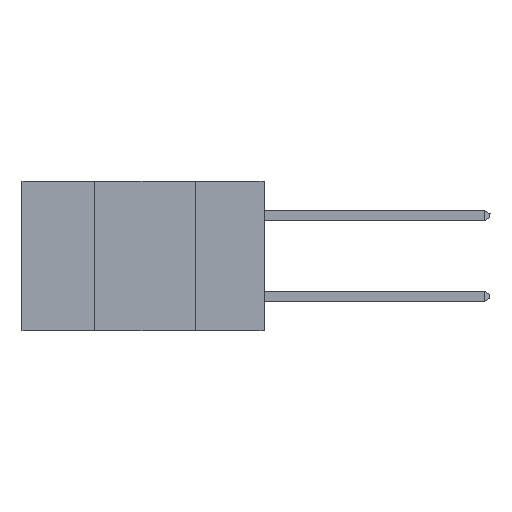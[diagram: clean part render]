
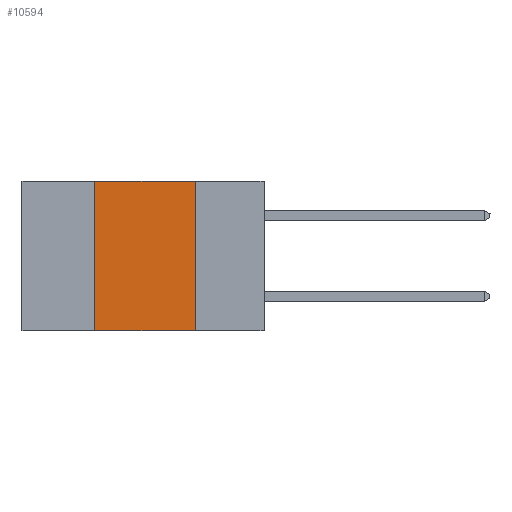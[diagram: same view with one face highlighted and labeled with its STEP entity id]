
A CAD part, left-side view. The second image highlights one B-rep face of the part: STEP entity #10594.
In plain terms, the highlighted planar face has unit normal (-1, 0, 0).
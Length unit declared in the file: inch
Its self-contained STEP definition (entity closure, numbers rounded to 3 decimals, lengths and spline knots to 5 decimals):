
#56 = EDGE_CURVE ( 'NONE', #4609, #24049, #6466, .T. ) ;
#507 = LINE ( 'NONE', #22705, #1133 ) ;
#541 = VERTEX_POINT ( 'NONE', #11782 ) ;
#1021 = DIRECTION ( 'NONE',  ( 0., -1., 0. ) ) ;
#1133 = VECTOR ( 'NONE', #1021, 39.37008 ) ;
#2189 = PLANE ( 'NONE',  #9903 ) ;
#2402 = ORIENTED_EDGE ( 'NONE', *, *, #5132, .F. ) ;
#3170 = CARTESIAN_POINT ( 'NONE',  ( 0., 0.17, -0.37 ) ) ;
#4509 = CARTESIAN_POINT ( 'NONE',  ( 0., 0.17, 0. ) ) ;
#4609 = VERTEX_POINT ( 'NONE', #4509 ) ;
#4914 = ORIENTED_EDGE ( 'NONE', *, *, #14423, .F. ) ;
#5115 = DIRECTION ( 'NONE',  ( 0., -1., 0. ) ) ;
#5132 = EDGE_CURVE ( 'NONE', #6196, #541, #17965, .T. ) ;
#6196 = VERTEX_POINT ( 'NONE', #25287 ) ;
#6466 = LINE ( 'NONE', #17179, #22801 ) ;
#8105 = VECTOR ( 'NONE', #5115, 39.37008 ) ;
#9903 = AXIS2_PLACEMENT_3D ( 'NONE', #16095, #12932, #21535 ) ;
#10594 = ADVANCED_FACE ( 'NONE', ( #10659 ), #2189, .F. ) ;
#10659 = FACE_OUTER_BOUND ( 'NONE', #18684, .T. ) ;
#11012 = CARTESIAN_POINT ( 'NONE',  ( 0., 0.42, 0. ) ) ;
#11782 = CARTESIAN_POINT ( 'NONE',  ( 0., 0.42, 0. ) ) ;
#12932 = DIRECTION ( 'NONE',  ( 1., 0., 0. ) ) ;
#13010 = DIRECTION ( 'NONE',  ( 0., 0., 1. ) ) ;
#13310 = VECTOR ( 'NONE', #13010, 39.37008 ) ;
#14423 = EDGE_CURVE ( 'NONE', #541, #4609, #507, .T. ) ;
#15848 = EDGE_CURVE ( 'NONE', #6196, #24049, #16099, .T. ) ;
#16095 = CARTESIAN_POINT ( 'NONE',  ( 0., 0.6, 0. ) ) ;
#16099 = LINE ( 'NONE', #22512, #8105 ) ;
#17179 = CARTESIAN_POINT ( 'NONE',  ( 0., 0.17, 0. ) ) ;
#17965 = LINE ( 'NONE', #11012, #13310 ) ;
#18684 = EDGE_LOOP ( 'NONE', ( #18916, #4914, #2402, #23410 ) ) ;
#18916 = ORIENTED_EDGE ( 'NONE', *, *, #56, .F. ) ;
#21535 = DIRECTION ( 'NONE',  ( 0., 0., -1. ) ) ;
#22512 = CARTESIAN_POINT ( 'NONE',  ( 0., 0.6, -0.37 ) ) ;
#22705 = CARTESIAN_POINT ( 'NONE',  ( 0., 0.6, 0. ) ) ;
#22801 = VECTOR ( 'NONE', #23481, 39.37008 ) ;
#23410 = ORIENTED_EDGE ( 'NONE', *, *, #15848, .T. ) ;
#23481 = DIRECTION ( 'NONE',  ( 0., 0., -1. ) ) ;
#24049 = VERTEX_POINT ( 'NONE', #3170 ) ;
#25287 = CARTESIAN_POINT ( 'NONE',  ( 0., 0.42, -0.37 ) ) ;
